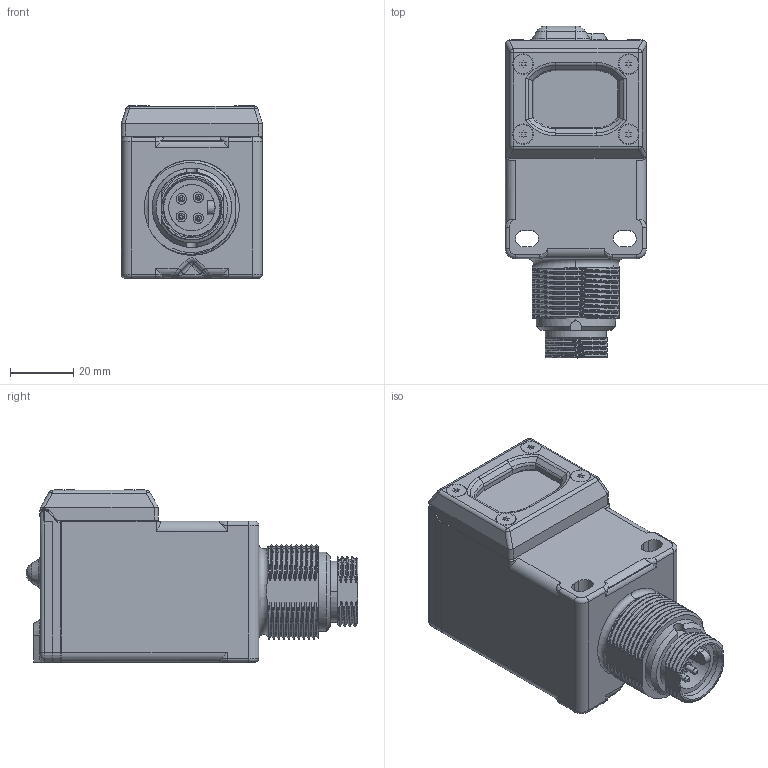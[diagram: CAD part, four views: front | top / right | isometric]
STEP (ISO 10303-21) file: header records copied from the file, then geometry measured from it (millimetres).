
FILE_DESCRIPTION((''),'2;1');
FILE_NAME('156707_SM01_ASM','2022-11-07T10:07:55',('PDMAdmin'),('BANNER ENGINEERING'),'CREO PARAMETRIC BY PTC INC, 2019292','CREO PARAMETRIC BY PTC INC, 2019292','');
FILE_SCHEMA(('CONFIG_CONTROL_DESIGN'));
Length unit declared in the file: millimetre
Products named in the file (2): 156707_EP01; 156707_SM01_ASM
Assembly tree (1 placements, depth 2):
  156707_SM01_ASM
    156707_EP01
Bounding box: 44.57 x 104.65 x 54.35 mm (x, y, z)
Volume: 157776.1 mm3; surface area: 28694 mm2
Topology: 1 solids, 1 shells, 784 faces, 2094 edges, 1325 vertices
Faces by surface type: plane 317, cylinder 200, bspline 165, cone 62, torus 27, sphere 13
Entity records: 37619 total; most frequent: CARTESIAN_POINT 19330, ORIENTED_EDGE 4172, DIRECTION 3229, EDGE_CURVE 2086, VERTEX_POINT 1325, VECTOR 1139, LINE 1139, AXIS2_PLACEMENT_3D 1045
